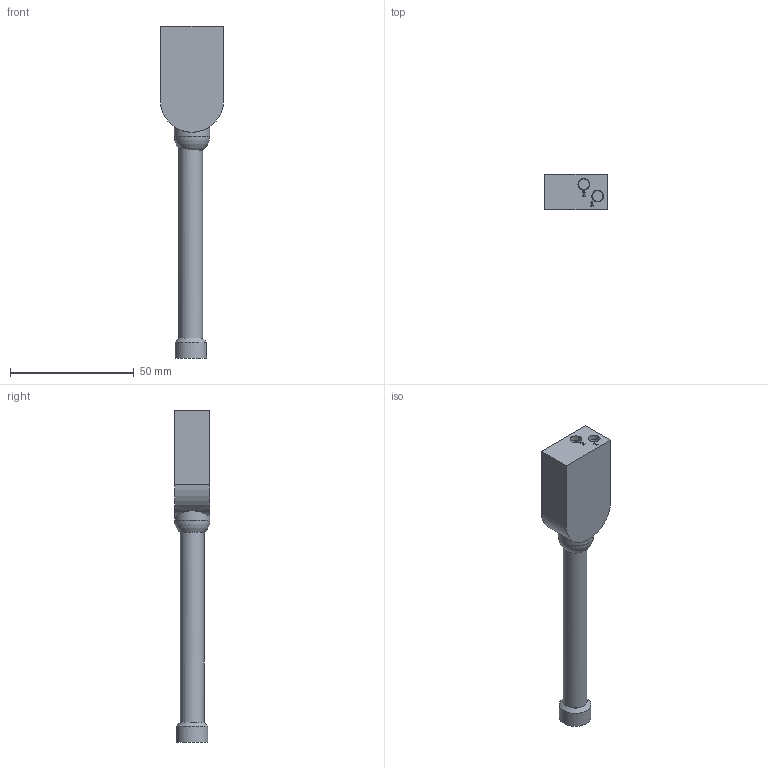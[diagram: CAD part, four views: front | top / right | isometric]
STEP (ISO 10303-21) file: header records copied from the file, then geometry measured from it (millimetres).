
FILE_DESCRIPTION(/* description */ (''),/* implementation_level */ '2;1');
FILE_NAME(/* name */ 'RSDC2F.stp',/* time_stamp */ '2015-10-06T08:51:05+02:00',/* author */ ('sh'),/* organization */ (''),/* preprocessor_version */ 'ST-DEVELOPER v15.2',/* originating_system */ 'Autodesk Inventor 2014',/* authorisation */ '');
FILE_SCHEMA (('AUTOMOTIVE_DESIGN { 1 0 10303 214 3 1 1 }'));
Length unit declared in the file: inch
Products named in the file (1): RSDC2F
Bounding box: 25.4 x 14.45 x 133.93 mm (x, y, z)
Volume: 21494.1 mm3; surface area: 7231.3 mm2
Topology: 1 solids, 1 shells, 161 faces, 424 edges, 280 vertices
Faces by surface type: plane 76, bspline 60, cylinder 15, torus 8, cone 1, sphere 1
Full cylindrical faces by diameter (mm): 4.762 x10, 9.525 x1, 12.7 x1, 14.275 x1
Entity records: 7698 total; most frequent: CARTESIAN_POINT 4084, ORIENTED_EDGE 778, DIRECTION 497, EDGE_CURVE 389, VERTEX_POINT 268, LINE 235, VECTOR 235, EDGE_LOOP 199
